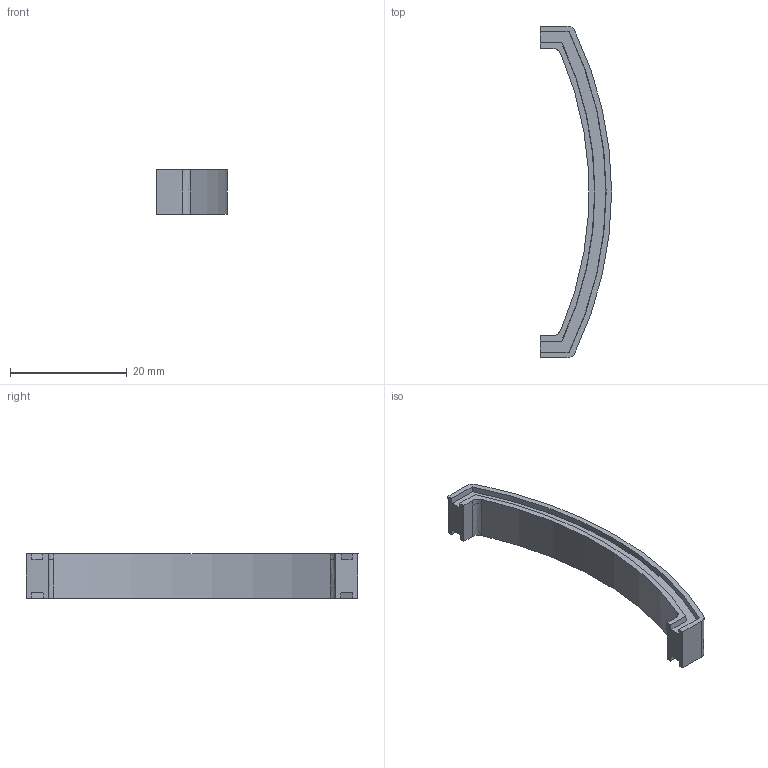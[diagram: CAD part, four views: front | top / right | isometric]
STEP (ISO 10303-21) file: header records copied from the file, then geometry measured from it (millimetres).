
FILE_DESCRIPTION (( 'STEP AP214' ), '1' );
FILE_NAME ('VI_diffuser_9-15-14.STEP', '2014-09-16T15:10:59', ( 'MLGDTOP' ), ( 'Microsoft' ), 'SwSTEP 2.0', 'SolidWorks 2014', '' );
FILE_SCHEMA (( 'AUTOMOTIVE_DESIGN' ));
Length unit declared in the file: inch
Products named in the file (1): VI_diffuser_9-15-14
Bounding box: 12.17 x 56.77 x 7.62 mm (x, y, z)
Volume: 1571.1 mm3; surface area: 1713.5 mm2
Topology: 1 solids, 1 shells, 36 faces, 102 edges, 68 vertices
Faces by surface type: plane 20, cone 9, bspline 7
Entity records: 1367 total; most frequent: CARTESIAN_POINT 455, ORIENTED_EDGE 204, DIRECTION 153, EDGE_CURVE 102, VERTEX_POINT 68, VECTOR 51, LINE 51, AXIS2_PLACEMENT_3D 51
